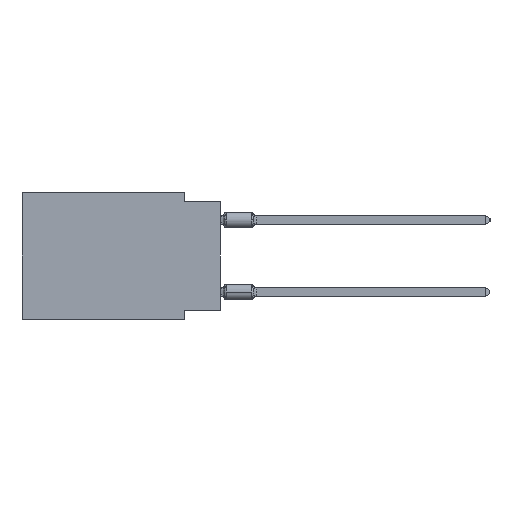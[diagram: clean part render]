
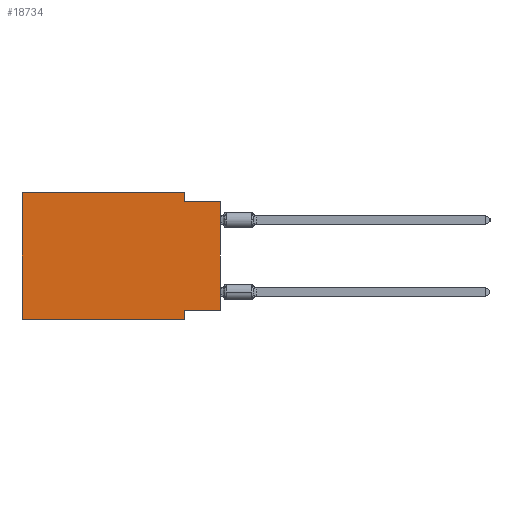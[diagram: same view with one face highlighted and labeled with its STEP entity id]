
A CAD part, left-side view. The second image highlights one B-rep face of the part: STEP entity #18734.
In plain terms, the highlighted planar face has unit normal (-1, 0, 0).
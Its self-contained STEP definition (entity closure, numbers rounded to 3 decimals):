
#603 = ORIENTED_EDGE ( 'NONE', *, *, #30246, .F. ) ;
#1066 = VERTEX_POINT ( 'NONE', #32992 ) ;
#1444 = ORIENTED_EDGE ( 'NONE', *, *, #1708, .F. ) ;
#1491 = LINE ( 'NONE', #13962, #30176 ) ;
#1554 = ORIENTED_EDGE ( 'NONE', *, *, #11240, .F. ) ;
#1673 = VERTEX_POINT ( 'NONE', #10005 ) ;
#1708 = EDGE_CURVE ( 'NONE', #1673, #18909, #9401, .T. ) ;
#2645 = FACE_OUTER_BOUND ( 'NONE', #27882, .T. ) ;
#3029 = CARTESIAN_POINT ( 'NONE',  ( 0., 2.54, -0.635 ) ) ;
#3127 = VERTEX_POINT ( 'NONE', #16601 ) ;
#4099 = LINE ( 'NONE', #20239, #36560 ) ;
#6239 = EDGE_CURVE ( 'NONE', #10781, #33709, #1491, .T. ) ;
#6948 = DIRECTION ( 'NONE',  ( 0., 0., -1. ) ) ;
#9005 = EDGE_CURVE ( 'NONE', #15598, #1066, #25245, .T. ) ;
#9026 = CARTESIAN_POINT ( 'NONE',  ( 0., 13.97, 0. ) ) ;
#9111 = ORIENTED_EDGE ( 'NONE', *, *, #9633, .F. ) ;
#9401 = LINE ( 'NONE', #19392, #27258 ) ;
#9633 = EDGE_CURVE ( 'NONE', #15598, #10781, #33361, .T. ) ;
#10005 = CARTESIAN_POINT ( 'NONE',  ( 0., 0., -8.255 ) ) ;
#10781 = VERTEX_POINT ( 'NONE', #39077 ) ;
#11240 = EDGE_CURVE ( 'NONE', #33709, #25039, #12776, .T. ) ;
#11893 = CARTESIAN_POINT ( 'NONE',  ( 0., 0., 0. ) ) ;
#12668 = LINE ( 'NONE', #25126, #26302 ) ;
#12776 = LINE ( 'NONE', #34463, #37291 ) ;
#13962 = CARTESIAN_POINT ( 'NONE',  ( 0., 13.97, 0. ) ) ;
#15118 = DIRECTION ( 'NONE',  ( 1., 0., 0. ) ) ;
#15598 = VERTEX_POINT ( 'NONE', #35113 ) ;
#15839 = DIRECTION ( 'NONE',  ( 0., 0., -1. ) ) ;
#16601 = CARTESIAN_POINT ( 'NONE',  ( 0., 0., -0.635 ) ) ;
#16854 = EDGE_CURVE ( 'NONE', #18909, #1066, #12668, .T. ) ;
#17234 = DIRECTION ( 'NONE',  ( 0., -1., 0. ) ) ;
#17997 = PLANE ( 'NONE',  #30714 ) ;
#18734 = ADVANCED_FACE ( 'NONE', ( #2645 ), #17997, .F. ) ;
#18909 = VERTEX_POINT ( 'NONE', #40079 ) ;
#19392 = CARTESIAN_POINT ( 'NONE',  ( 0., 0., -8.255 ) ) ;
#19518 = CARTESIAN_POINT ( 'NONE',  ( 0., 13.97, -8.89 ) ) ;
#19634 = DIRECTION ( 'NONE',  ( 0., -1., 0. ) ) ;
#20239 = CARTESIAN_POINT ( 'NONE',  ( 0., 0., -0.635 ) ) ;
#20658 = CARTESIAN_POINT ( 'NONE',  ( 0., 13.97, 0. ) ) ;
#20983 = ORIENTED_EDGE ( 'NONE', *, *, #16854, .F. ) ;
#22781 = ORIENTED_EDGE ( 'NONE', *, *, #6239, .F. ) ;
#22923 = VECTOR ( 'NONE', #33563, 1000. ) ;
#24350 = DIRECTION ( 'NONE',  ( 0., 0., 1. ) ) ;
#24891 = ORIENTED_EDGE ( 'NONE', *, *, #30001, .T. ) ;
#25039 = VERTEX_POINT ( 'NONE', #3029 ) ;
#25126 = CARTESIAN_POINT ( 'NONE',  ( 0., 2.54, -8.89 ) ) ;
#25245 = LINE ( 'NONE', #19518, #26771 ) ;
#26302 = VECTOR ( 'NONE', #6948, 1000. ) ;
#26771 = VECTOR ( 'NONE', #34667, 1000. ) ;
#27258 = VECTOR ( 'NONE', #28575, 1000. ) ;
#27882 = EDGE_LOOP ( 'NONE', ( #24891, #603, #1554, #22781, #9111, #35894, #20983, #1444 ) ) ;
#28575 = DIRECTION ( 'NONE',  ( 0., 1., 0. ) ) ;
#30001 = EDGE_CURVE ( 'NONE', #1673, #3127, #39911, .T. ) ;
#30120 = CARTESIAN_POINT ( 'NONE',  ( 0., 2.54, 0. ) ) ;
#30176 = VECTOR ( 'NONE', #17234, 1000. ) ;
#30246 = EDGE_CURVE ( 'NONE', #25039, #3127, #4099, .T. ) ;
#30679 = VECTOR ( 'NONE', #24350, 1000. ) ;
#30714 = AXIS2_PLACEMENT_3D ( 'NONE', #20658, #15118, #36013 ) ;
#32992 = CARTESIAN_POINT ( 'NONE',  ( 0., 2.54, -8.89 ) ) ;
#33361 = LINE ( 'NONE', #9026, #22923 ) ;
#33563 = DIRECTION ( 'NONE',  ( 0., 0., 1. ) ) ;
#33709 = VERTEX_POINT ( 'NONE', #30120 ) ;
#34463 = CARTESIAN_POINT ( 'NONE',  ( 0., 2.54, 0. ) ) ;
#34667 = DIRECTION ( 'NONE',  ( 0., -1., 0. ) ) ;
#35113 = CARTESIAN_POINT ( 'NONE',  ( 0., 13.97, -8.89 ) ) ;
#35894 = ORIENTED_EDGE ( 'NONE', *, *, #9005, .T. ) ;
#36013 = DIRECTION ( 'NONE',  ( 0., 0., -1. ) ) ;
#36560 = VECTOR ( 'NONE', #19634, 1000. ) ;
#37291 = VECTOR ( 'NONE', #15839, 1000. ) ;
#39077 = CARTESIAN_POINT ( 'NONE',  ( 0., 13.97, 0. ) ) ;
#39911 = LINE ( 'NONE', #11893, #30679 ) ;
#40079 = CARTESIAN_POINT ( 'NONE',  ( 0., 2.54, -8.255 ) ) ;
